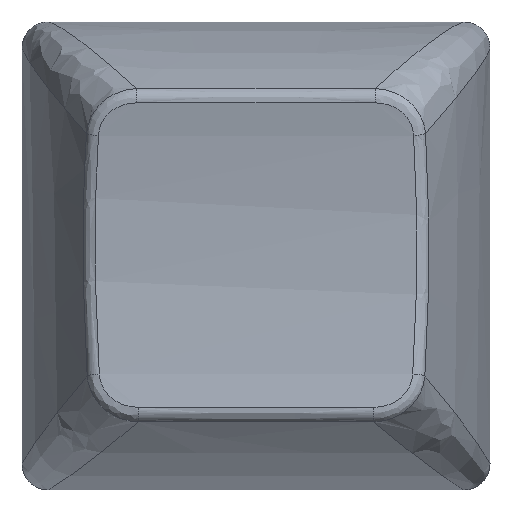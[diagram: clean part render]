
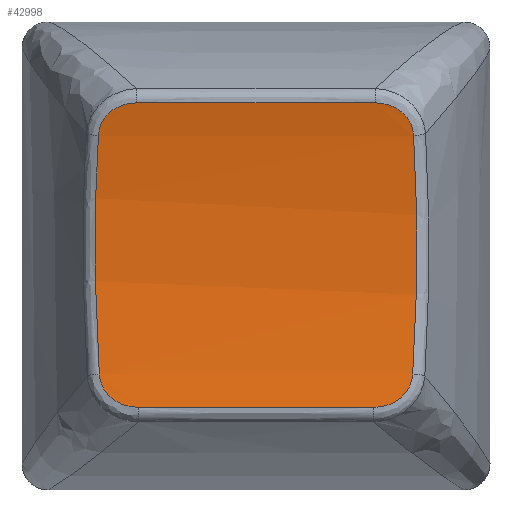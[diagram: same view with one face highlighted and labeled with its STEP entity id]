
A CAD part, top view. The second image highlights one B-rep face of the part: STEP entity #42998.
In plain terms, the highlighted cylindrical face has radius 30 mm (diameter 60 mm), a partial arc.
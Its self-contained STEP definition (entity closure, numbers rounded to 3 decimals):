
#42183=CARTESIAN_POINT('',(-4.576,5.865,22.821));
#42184=VERTEX_POINT('',#42183);
#42192=CARTESIAN_POINT('',(4.585,5.865,22.821));
#42193=VERTEX_POINT('',#42192);
#42194=CARTESIAN_POINT('',(-4.576,5.865,22.821));
#42195=DIRECTION('',(1.,-0.,-0.));
#42196=VECTOR('',#42195,9.16);
#42197=LINE('',#42194,#42196);
#42198=EDGE_CURVE('',#42184,#42193,#42197,.T.);
#42261=CARTESIAN_POINT('',(6.066,4.609,22.598));
#42262=VERTEX_POINT('',#42261);
#42263=CARTESIAN_POINT('',(4.585,5.865,22.821));
#42264=CARTESIAN_POINT('',(4.825,5.865,22.821));
#42265=CARTESIAN_POINT('',(5.035,5.82,22.812));
#42266=CARTESIAN_POINT('',(5.215,5.749,22.798));
#42267=CARTESIAN_POINT('',(5.395,5.678,22.784));
#42268=CARTESIAN_POINT('',(5.54,5.582,22.766));
#42269=CARTESIAN_POINT('',(5.657,5.474,22.746));
#42270=CARTESIAN_POINT('',(5.774,5.365,22.726));
#42271=CARTESIAN_POINT('',(5.864,5.247,22.704));
#42272=CARTESIAN_POINT('',(5.934,5.106,22.68));
#42273=CARTESIAN_POINT('',(6.004,4.965,22.656));
#42274=CARTESIAN_POINT('',(6.054,4.8,22.628));
#42275=CARTESIAN_POINT('',(6.066,4.609,22.598));
#42276=B_SPLINE_CURVE_WITH_KNOTS('',3,(#42263,#42264,#42265,#42266,#42267,#42268,#42269,#42270,#42271,#42272,#42273,#42274,#42275),.UNSPECIFIED.,.F.,.F.,(4,3,3,3,4),(0.,0.25,0.5,0.75,1.),.UNSPECIFIED.);
#42277=EDGE_CURVE('',#42193,#42262,#42276,.T.);
#42861=CARTESIAN_POINT('',(-6.057,4.609,22.598));
#42862=VERTEX_POINT('',#42861);
#42870=CARTESIAN_POINT('',(-6.057,4.609,22.598));
#42871=CARTESIAN_POINT('',(-6.045,4.786,22.626));
#42872=CARTESIAN_POINT('',(-6.003,4.938,22.651));
#42873=CARTESIAN_POINT('',(-5.941,5.071,22.674));
#42874=CARTESIAN_POINT('',(-5.879,5.205,22.697));
#42875=CARTESIAN_POINT('',(-5.798,5.323,22.718));
#42876=CARTESIAN_POINT('',(-5.691,5.432,22.738));
#42877=CARTESIAN_POINT('',(-5.638,5.486,22.748));
#42878=CARTESIAN_POINT('',(-5.578,5.538,22.758));
#42879=CARTESIAN_POINT('',(-5.508,5.587,22.767));
#42880=CARTESIAN_POINT('',(-5.438,5.636,22.776));
#42881=CARTESIAN_POINT('',(-5.359,5.682,22.785));
#42882=CARTESIAN_POINT('',(-5.267,5.723,22.793));
#42883=CARTESIAN_POINT('',(-5.083,5.805,22.809));
#42884=CARTESIAN_POINT('',(-4.85,5.865,22.821));
#42885=CARTESIAN_POINT('',(-4.576,5.865,22.821));
#42886=B_SPLINE_CURVE_WITH_KNOTS('',3,(#42870,#42871,#42872,#42873,#42874,#42875,#42876,#42877,#42878,#42879,#42880,#42881,#42882,#42883,#42884,#42885),.UNSPECIFIED.,.F.,.F.,(4,3,3,3,3,4),(0.,0.25,0.5,0.625,0.75,1.),.UNSPECIFIED.);
#42887=EDGE_CURVE('',#42862,#42184,#42886,.T.);
#42894=CARTESIAN_POINT('',(9.005,-0.003,52.242));
#42895=DIRECTION('',(-1.,0.,0.));
#42896=DIRECTION('',(0.,-1.,0.));
#42897=AXIS2_PLACEMENT_3D('',#42894,#42895,#42896);
#42898=CYLINDRICAL_SURFACE('',#42897,30.);
#42899=ORIENTED_EDGE('',*,*,#42198,.F.);
#42900=ORIENTED_EDGE('',*,*,#42887,.F.);
#42901=CARTESIAN_POINT('',(-6.023,-4.559,22.59));
#42902=VERTEX_POINT('',#42901);
#42903=CARTESIAN_POINT('',(-6.023,-4.559,22.59));
#42904=CARTESIAN_POINT('',(-6.058,-4.001,22.504));
#42905=CARTESIAN_POINT('',(-6.087,-3.468,22.438));
#42906=CARTESIAN_POINT('',(-6.109,-2.963,22.388));
#42907=CARTESIAN_POINT('',(-6.131,-2.457,22.338));
#42908=CARTESIAN_POINT('',(-6.147,-1.98,22.304));
#42909=CARTESIAN_POINT('',(-6.159,-1.526,22.28));
#42910=CARTESIAN_POINT('',(-6.182,-0.618,22.234));
#42911=CARTESIAN_POINT('',(-6.188,0.198,22.233));
#42912=CARTESIAN_POINT('',(-6.183,0.939,22.257));
#42913=CARTESIAN_POINT('',(-6.178,1.681,22.28));
#42914=CARTESIAN_POINT('',(-6.162,2.347,22.328));
#42915=CARTESIAN_POINT('',(-6.14,2.953,22.388));
#42916=CARTESIAN_POINT('',(-6.129,3.256,22.418));
#42917=CARTESIAN_POINT('',(-6.116,3.544,22.451));
#42918=CARTESIAN_POINT('',(-6.102,3.82,22.486));
#42919=CARTESIAN_POINT('',(-6.088,4.096,22.522));
#42920=CARTESIAN_POINT('',(-6.073,4.359,22.559));
#42921=CARTESIAN_POINT('',(-6.057,4.609,22.598));
#42922=B_SPLINE_CURVE_WITH_KNOTS('',3,(#42903,#42904,#42905,#42906,#42907,#42908,#42909,#42910,#42911,#42912,#42913,#42914,#42915,#42916,#42917,#42918,#42919,#42920,#42921),.UNSPECIFIED.,.F.,.F.,(4,3,3,3,3,3,4),(0.,0.125,0.25,0.5,0.75,0.875,1.),.UNSPECIFIED.);
#42923=EDGE_CURVE('',#42902,#42862,#42922,.T.);
#42924=ORIENTED_EDGE('',*,*,#42923,.F.);
#42925=CARTESIAN_POINT('',(-4.517,-5.84,22.815));
#42926=VERTEX_POINT('',#42925);
#42927=CARTESIAN_POINT('',(-4.517,-5.84,22.815));
#42928=CARTESIAN_POINT('',(-4.76,-5.84,22.815));
#42929=CARTESIAN_POINT('',(-4.974,-5.794,22.806));
#42930=CARTESIAN_POINT('',(-5.159,-5.719,22.791));
#42931=CARTESIAN_POINT('',(-5.252,-5.681,22.784));
#42932=CARTESIAN_POINT('',(-5.337,-5.637,22.776));
#42933=CARTESIAN_POINT('',(-5.412,-5.588,22.766));
#42934=CARTESIAN_POINT('',(-5.488,-5.539,22.757));
#42935=CARTESIAN_POINT('',(-5.555,-5.486,22.747));
#42936=CARTESIAN_POINT('',(-5.615,-5.43,22.737));
#42937=CARTESIAN_POINT('',(-5.734,-5.317,22.716));
#42938=CARTESIAN_POINT('',(-5.825,-5.193,22.694));
#42939=CARTESIAN_POINT('',(-5.894,-5.052,22.67));
#42940=CARTESIAN_POINT('',(-5.928,-4.981,22.658));
#42941=CARTESIAN_POINT('',(-5.957,-4.906,22.645));
#42942=CARTESIAN_POINT('',(-5.979,-4.824,22.632));
#42943=CARTESIAN_POINT('',(-6.001,-4.741,22.618));
#42944=CARTESIAN_POINT('',(-6.017,-4.653,22.604));
#42945=CARTESIAN_POINT('',(-6.023,-4.559,22.59));
#42946=B_SPLINE_CURVE_WITH_KNOTS('',3,(#42927,#42928,#42929,#42930,#42931,#42932,#42933,#42934,#42935,#42936,#42937,#42938,#42939,#42940,#42941,#42942,#42943,#42944,#42945),.UNSPECIFIED.,.F.,.F.,(4,3,3,3,3,3,4),(0.,0.25,0.375,0.5,0.75,0.875,1.),.UNSPECIFIED.);
#42947=EDGE_CURVE('',#42926,#42902,#42946,.T.);
#42948=ORIENTED_EDGE('',*,*,#42947,.F.);
#42949=CARTESIAN_POINT('',(4.527,-5.84,22.815));
#42950=VERTEX_POINT('',#42949);
#42951=CARTESIAN_POINT('',(4.527,-5.84,22.815));
#42952=DIRECTION('',(-1.,0.,0.));
#42953=VECTOR('',#42952,9.044);
#42954=LINE('',#42951,#42953);
#42955=EDGE_CURVE('',#42950,#42926,#42954,.T.);
#42956=ORIENTED_EDGE('',*,*,#42955,.F.);
#42957=CARTESIAN_POINT('',(6.032,-4.559,22.59));
#42958=VERTEX_POINT('',#42957);
#42959=CARTESIAN_POINT('',(6.032,-4.559,22.59));
#42960=CARTESIAN_POINT('',(6.028,-4.629,22.601));
#42961=CARTESIAN_POINT('',(6.018,-4.696,22.611));
#42962=CARTESIAN_POINT('',(6.004,-4.76,22.621));
#42963=CARTESIAN_POINT('',(5.99,-4.823,22.632));
#42964=CARTESIAN_POINT('',(5.972,-4.885,22.642));
#42965=CARTESIAN_POINT('',(5.949,-4.947,22.652));
#42966=CARTESIAN_POINT('',(5.925,-5.008,22.662));
#42967=CARTESIAN_POINT('',(5.896,-5.07,22.673));
#42968=CARTESIAN_POINT('',(5.859,-5.134,22.684));
#42969=CARTESIAN_POINT('',(5.823,-5.197,22.695));
#42970=CARTESIAN_POINT('',(5.778,-5.261,22.706));
#42971=CARTESIAN_POINT('',(5.724,-5.325,22.718));
#42972=CARTESIAN_POINT('',(5.616,-5.452,22.741));
#42973=CARTESIAN_POINT('',(5.468,-5.577,22.764));
#42974=CARTESIAN_POINT('',(5.27,-5.674,22.783));
#42975=CARTESIAN_POINT('',(5.072,-5.771,22.801));
#42976=CARTESIAN_POINT('',(4.823,-5.84,22.815));
#42977=CARTESIAN_POINT('',(4.527,-5.84,22.815));
#42978=B_SPLINE_CURVE_WITH_KNOTS('',3,(#42959,#42960,#42961,#42962,#42963,#42964,#42965,#42966,#42967,#42968,#42969,#42970,#42971,#42972,#42973,#42974,#42975,#42976,#42977),.UNSPECIFIED.,.F.,.F.,(4,3,3,3,3,3,4),(0.,0.125,0.25,0.375,0.5,0.75,1.),.UNSPECIFIED.);
#42979=EDGE_CURVE('',#42958,#42950,#42978,.T.);
#42980=ORIENTED_EDGE('',*,*,#42979,.F.);
#42981=CARTESIAN_POINT('',(6.066,4.609,22.598));
#42982=CARTESIAN_POINT('',(6.087,4.294,22.549));
#42983=CARTESIAN_POINT('',(6.124,3.623,22.456));
#42984=CARTESIAN_POINT('',(6.166,2.555,22.344));
#42985=CARTESIAN_POINT('',(6.192,1.366,22.264));
#42986=CARTESIAN_POINT('',(6.197,0.056,22.231));
#42987=CARTESIAN_POINT('',(6.177,-1.377,22.261));
#42988=CARTESIAN_POINT('',(6.125,-2.932,22.37));
#42989=CARTESIAN_POINT('',(6.068,-4.004,22.504));
#42990=CARTESIAN_POINT('',(6.032,-4.559,22.59));
#42991=CARTESIAN_POINT('',(6.032,-4.559,22.59));
#42992=B_SPLINE_CURVE_WITH_KNOTS('',3,(#42981,#42982,#42983,#42984,#42985,#42986,#42987,#42988,#42989,#42990,#42991),.UNSPECIFIED.,.F.,.F.,(4,1,1,1,1,1,1,1,4),(0.,0.104,0.221,0.35,0.492,0.648,0.817,1.,1.),.UNSPECIFIED.);
#42993=EDGE_CURVE('',#42262,#42958,#42992,.T.);
#42994=ORIENTED_EDGE('',*,*,#42993,.F.);
#42995=ORIENTED_EDGE('',*,*,#42277,.F.);
#42996=EDGE_LOOP('',(#42899,#42900,#42924,#42948,#42956,#42980,#42994,#42995));
#42997=FACE_BOUND('',#42996,.T.);
#42998=ADVANCED_FACE('',(#42997),#42898,.F.);
